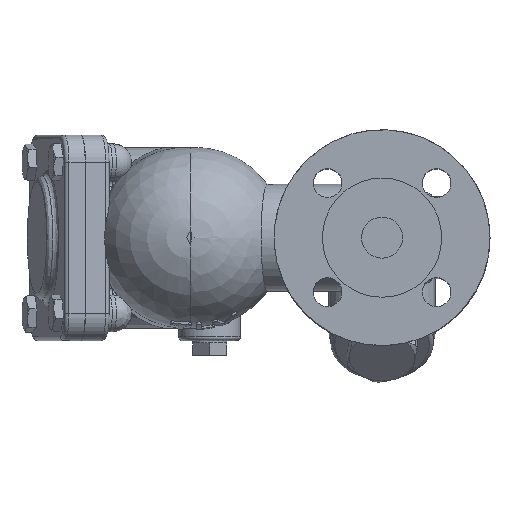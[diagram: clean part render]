
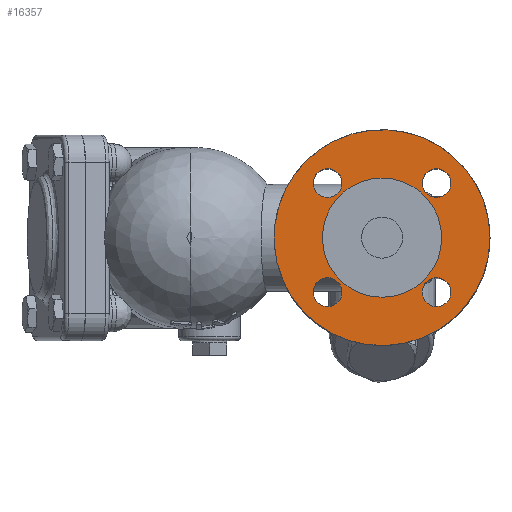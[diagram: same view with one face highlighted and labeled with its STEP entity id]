
A CAD part, top view. The second image highlights one B-rep face of the part: STEP entity #16357.
In plain terms, the highlighted planar face has unit normal (0, 0, 1).
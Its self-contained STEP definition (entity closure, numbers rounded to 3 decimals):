
#16151=CARTESIAN_POINT('',(26.517,-33.517,52.0));
#16152=VERTEX_POINT('',#16151);
#16153=CARTESIAN_POINT('',(26.517,-26.517,52.));
#16154=DIRECTION('',(0.0,0.0,-1.0));
#16155=DIRECTION('',(0.0,-1.0,0.0));
#16156=AXIS2_PLACEMENT_3D('',#16153,#16154,#16155);
#16157=CIRCLE('',#16156,7.);
#16158=EDGE_CURVE('',#16152,#16152,#16157,.T.);
#16192=CARTESIAN_POINT('',(-33.517,-26.517,52.0));
#16193=VERTEX_POINT('',#16192);
#16194=CARTESIAN_POINT('',(-26.517,-26.517,52.));
#16195=DIRECTION('',(0.0,0.0,-1.0));
#16196=DIRECTION('',(-1.0,0.0,0.0));
#16197=AXIS2_PLACEMENT_3D('',#16194,#16195,#16196);
#16198=CIRCLE('',#16197,7.);
#16199=EDGE_CURVE('',#16193,#16193,#16198,.T.);
#16233=CARTESIAN_POINT('',(-26.517,33.517,52.0));
#16234=VERTEX_POINT('',#16233);
#16235=CARTESIAN_POINT('',(-26.517,26.517,52.));
#16236=DIRECTION('',(0.0,0.0,-1.0));
#16237=DIRECTION('',(0.0,1.0,0.0));
#16238=AXIS2_PLACEMENT_3D('',#16235,#16236,#16237);
#16239=CIRCLE('',#16238,7.);
#16240=EDGE_CURVE('',#16234,#16234,#16239,.T.);
#16274=CARTESIAN_POINT('',(33.517,26.517,52.0));
#16275=VERTEX_POINT('',#16274);
#16276=CARTESIAN_POINT('',(26.517,26.517,52.));
#16277=DIRECTION('',(0.0,0.0,-1.0));
#16278=DIRECTION('',(1.0,0.0,0.0));
#16279=AXIS2_PLACEMENT_3D('',#16276,#16277,#16278);
#16280=CIRCLE('',#16279,7.);
#16281=EDGE_CURVE('',#16275,#16275,#16280,.T.);
#16303=CARTESIAN_POINT('',(29.,0.,52.0));
#16304=VERTEX_POINT('',#16303);
#16305=CARTESIAN_POINT('',(0.0,0.0,52.0));
#16306=DIRECTION('',(0.0,0.0,1.0));
#16307=DIRECTION('',(-1.0,0.0,0.0));
#16308=AXIS2_PLACEMENT_3D('',#16305,#16306,#16307);
#16309=CIRCLE('',#16308,29.);
#16310=EDGE_CURVE('',#16304,#16304,#16309,.T.);
#16326=CARTESIAN_POINT('',(0.0,0.0,52.0));
#16327=DIRECTION('',(0.0,0.0,-1.0));
#16328=DIRECTION('',(-1.0,0.0,0.0));
#16329=AXIS2_PLACEMENT_3D('',#16326,#16327,#16328);
#16330=PLANE('',#16329);
#16331=CARTESIAN_POINT('',(52.5,0.,52.0));
#16332=VERTEX_POINT('',#16331);
#16333=CARTESIAN_POINT('',(0.0,0.0,52.0));
#16334=DIRECTION('',(0.0,0.0,-1.0));
#16335=DIRECTION('',(-1.0,0.0,0.0));
#16336=AXIS2_PLACEMENT_3D('',#16333,#16334,#16335);
#16337=CIRCLE('',#16336,52.5);
#16338=EDGE_CURVE('',#16332,#16332,#16337,.T.);
#16339=ORIENTED_EDGE('',*,*,#16338,.F.);
#16340=EDGE_LOOP('',(#16339));
#16341=FACE_OUTER_BOUND('',#16340,.T.);
#16342=ORIENTED_EDGE('',*,*,#16158,.T.);
#16343=EDGE_LOOP('',(#16342));
#16344=FACE_BOUND('',#16343,.T.);
#16345=ORIENTED_EDGE('',*,*,#16199,.T.);
#16346=EDGE_LOOP('',(#16345));
#16347=FACE_BOUND('',#16346,.T.);
#16348=ORIENTED_EDGE('',*,*,#16240,.T.);
#16349=EDGE_LOOP('',(#16348));
#16350=FACE_BOUND('',#16349,.T.);
#16351=ORIENTED_EDGE('',*,*,#16281,.T.);
#16352=EDGE_LOOP('',(#16351));
#16353=FACE_BOUND('',#16352,.T.);
#16354=ORIENTED_EDGE('',*,*,#16310,.F.);
#16355=EDGE_LOOP('',(#16354));
#16356=FACE_BOUND('',#16355,.T.);
#16357=ADVANCED_FACE('',(#16341,#16344,#16347,#16350,#16353,#16356),#16330,.F.);
